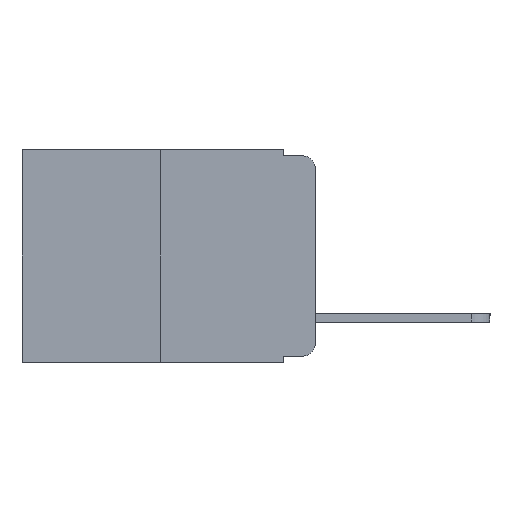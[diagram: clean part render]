
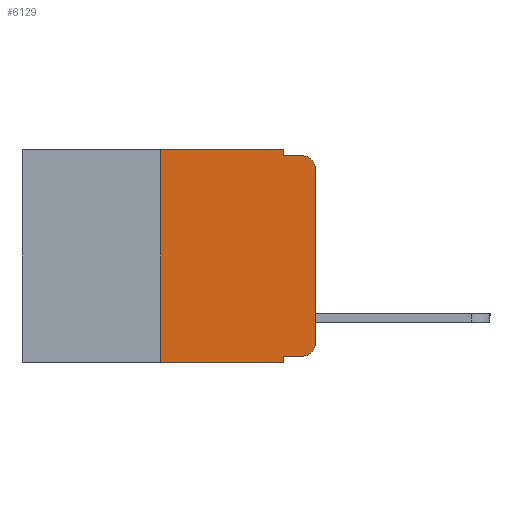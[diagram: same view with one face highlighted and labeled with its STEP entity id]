
A CAD part, left-side view. The second image highlights one B-rep face of the part: STEP entity #6129.
In plain terms, the highlighted planar face has unit normal (-1, 0, 0).
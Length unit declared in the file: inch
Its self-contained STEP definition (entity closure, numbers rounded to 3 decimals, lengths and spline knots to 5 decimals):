
#317 = ORIENTED_EDGE ( 'NONE', *, *, #9274, .T. ) ;
#474 = FACE_OUTER_BOUND ( 'NONE', #3698, .T. ) ;
#492 = DIRECTION ( 'NONE',  ( 0., -1., 0. ) ) ;
#571 = CARTESIAN_POINT ( 'NONE',  ( 0., 0.051, -0.333 ) ) ;
#832 = VECTOR ( 'NONE', #492, 39.37008 ) ;
#851 = CIRCLE ( 'NONE', #14323, 0.02 ) ;
#1085 = DIRECTION ( 'NONE',  ( 0., 0., -1. ) ) ;
#1305 = VECTOR ( 'NONE', #4041, 39.37008 ) ;
#1456 = VECTOR ( 'NONE', #9552, 39.37008 ) ;
#2447 = VERTEX_POINT ( 'NONE', #7575 ) ;
#2588 = CARTESIAN_POINT ( 'NONE',  ( 0., 0.051, -0.01 ) ) ;
#2597 = ORIENTED_EDGE ( 'NONE', *, *, #10916, .T. ) ;
#2911 = VERTEX_POINT ( 'NONE', #3957 ) ;
#3162 = ORIENTED_EDGE ( 'NONE', *, *, #11690, .F. ) ;
#3601 = DIRECTION ( 'NONE',  ( 1., 0., 0. ) ) ;
#3698 = EDGE_LOOP ( 'NONE', ( #2597, #8094, #8901, #14790, #18145, #5504, #317, #3162, #5810, #16438 ) ) ;
#3957 = CARTESIAN_POINT ( 'NONE',  ( 0., 0.051, -0.343 ) ) ;
#4041 = DIRECTION ( 'NONE',  ( 0., -1., 0. ) ) ;
#4468 = DIRECTION ( 'NONE',  ( -1., 0., 0. ) ) ;
#5398 = DIRECTION ( 'NONE',  ( 0., 0., 1. ) ) ;
#5504 = ORIENTED_EDGE ( 'NONE', *, *, #11472, .F. ) ;
#5810 = ORIENTED_EDGE ( 'NONE', *, *, #11718, .T. ) ;
#6054 = VERTEX_POINT ( 'NONE', #19680 ) ;
#6128 = DIRECTION ( 'NONE',  ( 0., 0., 1. ) ) ;
#6129 = ADVANCED_FACE ( 'NONE', ( #474 ), #13743, .F. ) ;
#6220 = LINE ( 'NONE', #18714, #1305 ) ;
#6377 = LINE ( 'NONE', #17492, #14630 ) ;
#6395 = VERTEX_POINT ( 'NONE', #19124 ) ;
#6572 = CARTESIAN_POINT ( 'NONE',  ( 0., 0.051, 0. ) ) ;
#6739 = LINE ( 'NONE', #11582, #11221 ) ;
#7372 = EDGE_CURVE ( 'NONE', #10865, #11925, #6220, .T. ) ;
#7575 = CARTESIAN_POINT ( 'NONE',  ( 0., 0.25, -0.343 ) ) ;
#7751 = CARTESIAN_POINT ( 'NONE',  ( 0., 0.051, 0. ) ) ;
#7961 = CARTESIAN_POINT ( 'NONE',  ( 0., 0.02, -0.313 ) ) ;
#8054 = DIRECTION ( 'NONE',  ( 0., -1., 0. ) ) ;
#8094 = ORIENTED_EDGE ( 'NONE', *, *, #10940, .T. ) ;
#8361 = CARTESIAN_POINT ( 'NONE',  ( 0., 0.051, 0. ) ) ;
#8878 = CARTESIAN_POINT ( 'NONE',  ( 0., 0.25, 0. ) ) ;
#8901 = ORIENTED_EDGE ( 'NONE', *, *, #10947, .F. ) ;
#9274 = EDGE_CURVE ( 'NONE', #2447, #2911, #6739, .T. ) ;
#9552 = DIRECTION ( 'NONE',  ( 0., 0., -1. ) ) ;
#9707 = DIRECTION ( 'NONE',  ( 0., 0., -1. ) ) ;
#9717 = VERTEX_POINT ( 'NONE', #20857 ) ;
#10865 = VERTEX_POINT ( 'NONE', #12664 ) ;
#10912 = LINE ( 'NONE', #571, #832 ) ;
#10916 = EDGE_CURVE ( 'NONE', #18246, #12476, #6377, .T. ) ;
#10940 = EDGE_CURVE ( 'NONE', #12476, #6054, #851, .T. ) ;
#10947 = EDGE_CURVE ( 'NONE', #9717, #6054, #14137, .T. ) ;
#11142 = EDGE_CURVE ( 'NONE', #11925, #9717, #19894, .T. ) ;
#11221 = VECTOR ( 'NONE', #16271, 39.37008 ) ;
#11405 = CARTESIAN_POINT ( 'NONE',  ( 0., 0., -0.313 ) ) ;
#11472 = EDGE_CURVE ( 'NONE', #2447, #10865, #21033, .T. ) ;
#11582 = CARTESIAN_POINT ( 'NONE',  ( 0., 0.473, -0.343 ) ) ;
#11690 = EDGE_CURVE ( 'NONE', #20955, #2911, #15103, .T. ) ;
#11718 = EDGE_CURVE ( 'NONE', #20955, #6395, #10912, .T. ) ;
#11720 = EDGE_CURVE ( 'NONE', #6395, #18246, #14613, .T. ) ;
#11925 = VERTEX_POINT ( 'NONE', #6572 ) ;
#12476 = VERTEX_POINT ( 'NONE', #15626 ) ;
#12664 = CARTESIAN_POINT ( 'NONE',  ( 0., 0.25, 0. ) ) ;
#12850 = VECTOR ( 'NONE', #5398, 39.37008 ) ;
#12901 = AXIS2_PLACEMENT_3D ( 'NONE', #19868, #3601, #15302 ) ;
#13642 = VECTOR ( 'NONE', #8054, 39.37008 ) ;
#13743 = PLANE ( 'NONE',  #12901 ) ;
#14137 = LINE ( 'NONE', #2588, #13642 ) ;
#14279 = CARTESIAN_POINT ( 'NONE',  ( 0., 0.051, -0.333 ) ) ;
#14323 = AXIS2_PLACEMENT_3D ( 'NONE', #14512, #4468, #16066 ) ;
#14512 = CARTESIAN_POINT ( 'NONE',  ( 0., 0.02, -0.03 ) ) ;
#14613 = CIRCLE ( 'NONE', #21083, 0.02 ) ;
#14630 = VECTOR ( 'NONE', #6128, 39.37008 ) ;
#14790 = ORIENTED_EDGE ( 'NONE', *, *, #11142, .F. ) ;
#15103 = LINE ( 'NONE', #7751, #1456 ) ;
#15302 = DIRECTION ( 'NONE',  ( 0., 0., -1. ) ) ;
#15626 = CARTESIAN_POINT ( 'NONE',  ( 0., 0., -0.03 ) ) ;
#15815 = VECTOR ( 'NONE', #1085, 39.37008 ) ;
#16066 = DIRECTION ( 'NONE',  ( 0., 0., -1. ) ) ;
#16271 = DIRECTION ( 'NONE',  ( 0., -1., 0. ) ) ;
#16438 = ORIENTED_EDGE ( 'NONE', *, *, #11720, .T. ) ;
#17492 = CARTESIAN_POINT ( 'NONE',  ( 0., 0., 0. ) ) ;
#18145 = ORIENTED_EDGE ( 'NONE', *, *, #7372, .F. ) ;
#18246 = VERTEX_POINT ( 'NONE', #11405 ) ;
#18714 = CARTESIAN_POINT ( 'NONE',  ( 0., 0.473, 0. ) ) ;
#19054 = DIRECTION ( 'NONE',  ( -1., 0., 0. ) ) ;
#19124 = CARTESIAN_POINT ( 'NONE',  ( 0., 0.02, -0.333 ) ) ;
#19680 = CARTESIAN_POINT ( 'NONE',  ( 0., 0.02, -0.01 ) ) ;
#19868 = CARTESIAN_POINT ( 'NONE',  ( 0., 0.473, 0. ) ) ;
#19894 = LINE ( 'NONE', #8361, #15815 ) ;
#20857 = CARTESIAN_POINT ( 'NONE',  ( 0., 0.051, -0.01 ) ) ;
#20955 = VERTEX_POINT ( 'NONE', #14279 ) ;
#21033 = LINE ( 'NONE', #8878, #12850 ) ;
#21083 = AXIS2_PLACEMENT_3D ( 'NONE', #7961, #19054, #9707 ) ;
